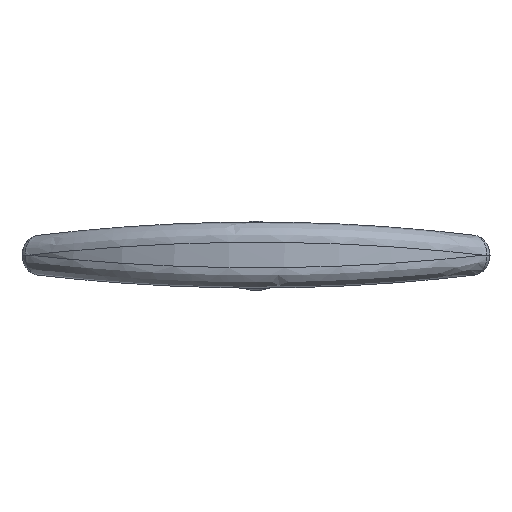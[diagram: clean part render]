
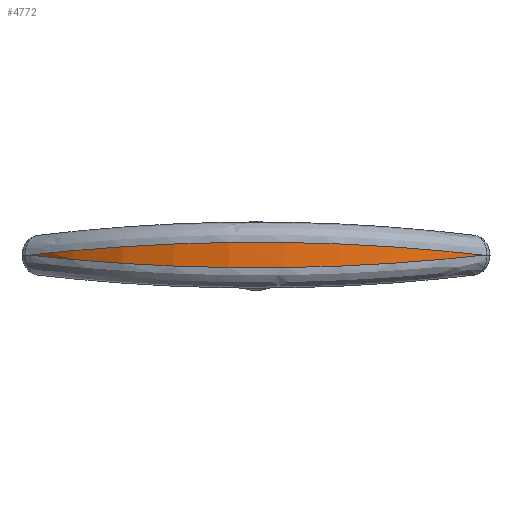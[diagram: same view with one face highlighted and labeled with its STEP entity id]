
A CAD part, top view. The second image highlights one B-rep face of the part: STEP entity #4772.
In plain terms, the highlighted cylindrical face has radius 49.952 mm (diameter 99.904 mm), a partial arc.
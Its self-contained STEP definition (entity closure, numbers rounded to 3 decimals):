
#29 = CARTESIAN_POINT ( 'NONE',  ( -31.249, 0.252, 95.049 ) ) ;
#146 = CARTESIAN_POINT ( 'NONE',  ( 18.76, 1.305, 102.35 ) ) ;
#374 = CARTESIAN_POINT ( 'NONE',  ( 27.566, -0.626, 97.734 ) ) ;
#402 = CARTESIAN_POINT ( 'NONE',  ( 33.632, 0., 92.982 ) ) ;
#431 = CARTESIAN_POINT ( 'NONE',  ( 9.916, -1.726, 105.012 ) ) ;
#475 = CARTESIAN_POINT ( 'NONE',  ( -12.131, 1.633, 104.511 ) ) ;
#537 = B_SPLINE_CURVE_WITH_KNOTS ( 'NONE', 3,
 ( #4541, #2311, #5448, #5038, #1810, #2732, #4511, #941, #146, #4453, #2680, #561, #3577, #5419, #997, #5476, #2251, #2705, #2336, #1026, #5365, #475, #4011, #3687, #1429, #4981, #1486, #1378, #4929, #5394, #3256, #29, #4073, #4481 ),
 .UNSPECIFIED., .F., .F.,
 ( 4, 2, 2, 2, 2, 2, 2, 2, 2, 2, 2, 2, 2, 2, 2, 2, 4 ),
 ( 0., 0.009, 0.014, 0.016, 0.018, 0.028, 0.03, 0.032, 0.037, 0.046, 0.048, 0.051, 0.055, 0.064, 0.067, 0.069, 0.074 ),
 .UNSPECIFIED. ) ;
#561 = CARTESIAN_POINT ( 'NONE',  ( 8.472, 1.769, 105.282 ) ) ;
#811 = CARTESIAN_POINT ( 'NONE',  ( -20.844, -1.152, 101.45 ) ) ;
#842 = CARTESIAN_POINT ( 'NONE',  ( 3.079, -1.885, 105.999 ) ) ;
#941 = CARTESIAN_POINT ( 'NONE',  ( 19.47, 1.26, 102.056 ) ) ;
#997 = CARTESIAN_POINT ( 'NONE',  ( 5.413, 1.839, 105.712 ) ) ;
#1026 = CARTESIAN_POINT ( 'NONE',  ( -9.865, 1.717, 105.022 ) ) ;
#1216 = CARTESIAN_POINT ( 'NONE',  ( -19.432, -1.247, 102.072 ) ) ;
#1291 = CARTESIAN_POINT ( 'NONE',  ( 0., 5., 56.048 ) ) ;
#1303 = CARTESIAN_POINT ( 'NONE',  ( 31.301, -0.257, 95.007 ) ) ;
#1325 = EDGE_CURVE ( 'NONE', #2313, #2121, #537, .T. ) ;
#1378 = CARTESIAN_POINT ( 'NONE',  ( -26.859, 0.674, 98.171 ) ) ;
#1429 = CARTESIAN_POINT ( 'NONE',  ( -16.552, 1.423, 103.203 ) ) ;
#1486 = CARTESIAN_POINT ( 'NONE',  ( -23.57, 0.961, 100.198 ) ) ;
#1682 = CARTESIAN_POINT ( 'NONE',  ( 15.15, -1.511, 103.672 ) ) ;
#1739 = CARTESIAN_POINT ( 'NONE',  ( -8.428, -1.762, 105.29 ) ) ;
#1810 = CARTESIAN_POINT ( 'NONE',  ( 23.655, 0.961, 100.071 ) ) ;
#2090 = CARTESIAN_POINT ( 'NONE',  ( -24.959, -0.84, 99.344 ) ) ;
#2121 = VERTEX_POINT ( 'NONE', #5660 ) ;
#2123 = CARTESIAN_POINT ( 'NONE',  ( -3.056, -1.87, 105.93 ) ) ;
#2197 = DIRECTION ( 'NONE',  ( 0., -1., 0. ) ) ;
#2210 = CARTESIAN_POINT ( 'NONE',  ( 12.929, -1.612, 104.304 ) ) ;
#2251 = CARTESIAN_POINT ( 'NONE',  ( 1.566, 1.884, 105.999 ) ) ;
#2311 = CARTESIAN_POINT ( 'NONE',  ( 31.346, 0.258, 95.063 ) ) ;
#2313 = VERTEX_POINT ( 'NONE', #4416 ) ;
#2336 = CARTESIAN_POINT ( 'NONE',  ( -6.078, 1.834, 105.725 ) ) ;
#2581 = CARTESIAN_POINT ( 'NONE',  ( -6.139, -1.819, 105.627 ) ) ;
#2607 = CARTESIAN_POINT ( 'NONE',  ( 12.182, -1.643, 104.498 ) ) ;
#2670 = EDGE_CURVE ( 'NONE', #2121, #2313, #3977, .T. ) ;
#2680 = CARTESIAN_POINT ( 'NONE',  ( 12.244, 1.655, 104.573 ) ) ;
#2692 = ORIENTED_EDGE ( 'NONE', *, *, #1325, .T. ) ;
#2705 = CARTESIAN_POINT ( 'NONE',  ( -3.031, 1.882, 106.002 ) ) ;
#2732 = CARTESIAN_POINT ( 'NONE',  ( 21.583, 1.115, 101.103 ) ) ;
#2982 = CARTESIAN_POINT ( 'NONE',  ( -31.297, -0.253, 95.101 ) ) ;
#3000 = FACE_OUTER_BOUND ( 'NONE', #3656, .T. ) ;
#3075 = CARTESIAN_POINT ( 'NONE',  ( -18.721, -1.292, 102.366 ) ) ;
#3170 = ORIENTED_EDGE ( 'NONE', *, *, #2670, .T. ) ;
#3256 = CARTESIAN_POINT ( 'NONE',  ( -29.406, 0.436, 96.434 ) ) ;
#3452 = CARTESIAN_POINT ( 'NONE',  ( 16.602, -1.435, 103.185 ) ) ;
#3478 = CARTESIAN_POINT ( 'NONE',  ( -5.368, -1.834, 105.717 ) ) ;
#3497 = CYLINDRICAL_SURFACE ( 'NONE', #5644, 49.952 ) ;
#3538 = CARTESIAN_POINT ( 'NONE',  ( 28.841, -0.505, 96.862 ) ) ;
#3577 = CARTESIAN_POINT ( 'NONE',  ( 7.713, 1.789, 105.407 ) ) ;
#3656 = EDGE_LOOP ( 'NONE', ( #3170, #2692 ) ) ;
#3687 = CARTESIAN_POINT ( 'NONE',  ( -15.099, 1.5, 103.688 ) ) ;
#3857 = CARTESIAN_POINT ( 'NONE',  ( -7.668, -1.783, 105.414 ) ) ;
#3888 = CARTESIAN_POINT ( 'NONE',  ( 6.128, -1.84, 105.719 ) ) ;
#3977 = B_SPLINE_CURVE_WITH_KNOTS ( 'NONE', 3,
 ( #5205, #2982, #5758, #2090, #4408, #5696, #811, #1216, #3075, #5231, #5321, #1739, #3857, #2581, #3478, #2123, #4824, #842, #3888, #431, #5669, #2607, #2210, #1682, #3452, #4381, #4353, #374, #3538, #1303, #4736, #402 ),
 .UNSPECIFIED., .F., .F.,
 ( 4, 2, 2, 2, 2, 2, 2, 2, 2, 2, 2, 2, 2, 2, 2, 4 ),
 ( 0.002, 0.012, 0.016, 0.019, 0.021, 0.03, 0.033, 0.035, 0.04, 0.049, 0.051, 0.054, 0.058, 0.067, 0.072, 0.077 ),
 .UNSPECIFIED. ) ;
#4011 = CARTESIAN_POINT ( 'NONE',  ( -12.878, 1.602, 104.317 ) ) ;
#4073 = CARTESIAN_POINT ( 'NONE',  ( -32.434, 0.127, 94.07 ) ) ;
#4353 = CARTESIAN_POINT ( 'NONE',  ( 23.62, -0.972, 100.171 ) ) ;
#4381 = CARTESIAN_POINT ( 'NONE',  ( 20.878, -1.178, 101.53 ) ) ;
#4408 = CARTESIAN_POINT ( 'NONE',  ( -23.619, -0.949, 100.09 ) ) ;
#4416 = CARTESIAN_POINT ( 'NONE',  ( 33.632, 0., 92.982 ) ) ;
#4453 = CARTESIAN_POINT ( 'NONE',  ( 15.183, 1.52, 103.736 ) ) ;
#4481 = CARTESIAN_POINT ( 'NONE',  ( -33.574, 0., 93.035 ) ) ;
#4511 = CARTESIAN_POINT ( 'NONE',  ( 20.881, 1.165, 101.433 ) ) ;
#4541 = CARTESIAN_POINT ( 'NONE',  ( 33.632, 0., 92.982 ) ) ;
#4736 = CARTESIAN_POINT ( 'NONE',  ( 32.488, -0.129, 94.023 ) ) ;
#4772 = ADVANCED_FACE ( 'NONE', ( #3000 ), #3497, .T. ) ;
#4824 = CARTESIAN_POINT ( 'NONE',  ( -1.519, -1.883, 106. ) ) ;
#4929 = CARTESIAN_POINT ( 'NONE',  ( -27.508, 0.615, 97.751 ) ) ;
#4981 = CARTESIAN_POINT ( 'NONE',  ( -20.828, 1.166, 101.554 ) ) ;
#5038 = CARTESIAN_POINT ( 'NONE',  ( 24.996, 0.852, 99.324 ) ) ;
#5205 = CARTESIAN_POINT ( 'NONE',  ( -33.574, 0., 93.035 ) ) ;
#5231 = CARTESIAN_POINT ( 'NONE',  ( -15.142, -1.508, 103.749 ) ) ;
#5307 = DIRECTION ( 'NONE',  ( 0., 0., -1. ) ) ;
#5321 = CARTESIAN_POINT ( 'NONE',  ( -12.201, -1.645, 104.584 ) ) ;
#5365 = CARTESIAN_POINT ( 'NONE',  ( -10.623, 1.691, 104.864 ) ) ;
#5394 = CARTESIAN_POINT ( 'NONE',  ( -28.781, 0.496, 96.883 ) ) ;
#5419 = CARTESIAN_POINT ( 'NONE',  ( 6.185, 1.824, 105.622 ) ) ;
#5448 = CARTESIAN_POINT ( 'NONE',  ( 28.9, 0.508, 96.906 ) ) ;
#5476 = CARTESIAN_POINT ( 'NONE',  ( 3.102, 1.873, 105.928 ) ) ;
#5644 = AXIS2_PLACEMENT_3D ( 'NONE', #1291, #2197, #5307 ) ;
#5660 = CARTESIAN_POINT ( 'NONE',  ( -33.574, 0., 93.035 ) ) ;
#5669 = CARTESIAN_POINT ( 'NONE',  ( 10.674, -1.7, 104.852 ) ) ;
#5696 = CARTESIAN_POINT ( 'NONE',  ( -21.546, -1.102, 101.121 ) ) ;
#5758 = CARTESIAN_POINT ( 'NONE',  ( -28.858, -0.499, 96.935 ) ) ;
